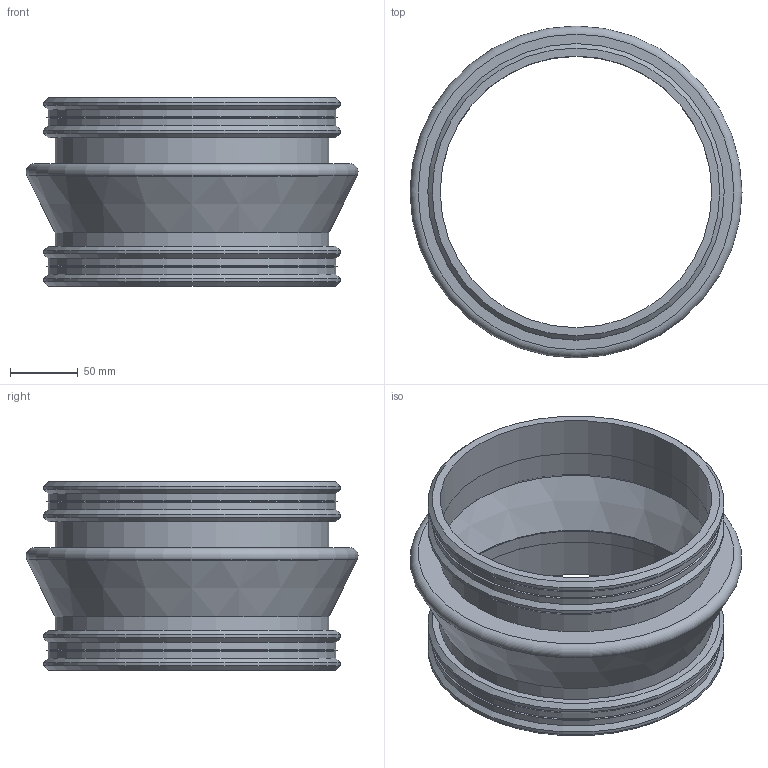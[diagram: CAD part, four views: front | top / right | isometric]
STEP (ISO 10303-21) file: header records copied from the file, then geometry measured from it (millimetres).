
FILE_DESCRIPTION(/* description */ (''),/* implementation_level */ '2;1');
FILE_NAME(/* name */ '305219 BFM Weighing Bellows 200mm Dia x 80mm L v0.step',/* time_stamp */ '2024-03-05T10:13:06+13:00',/* author */ (''),/* organization */ (''),/* preprocessor_version */ 'ST-DEVELOPER v20',/* originating_system */ 'Autodesk Translation Framework v12.20.1.177',/* authorisation */ '');
FILE_SCHEMA (('AUTOMOTIVE_DESIGN { 1 0 10303 214 3 1 1 }'));
Length unit declared in the file: millimetre
Products named in the file (1): 305219 BFM Weighing Bellows 200mm Dia x 80mm L
Bounding box: 244.52 x 244.52 x 138.8 mm (x, y, z)
Volume: 389082.8 mm3; surface area: 383636.5 mm2
Topology: 2 solids, 2 shells, 46 faces, 87 edges, 50 vertices
Faces by surface type: cone 17, cylinder 16, plane 9, torus 4
Full cylindrical faces by diameter (mm): 200 x4, 201.8 x4, 211.8 x4, 218.4 x4
Entity records: 1247 total; most frequent: DIRECTION 235, CARTESIAN_POINT 184, ORIENTED_EDGE 174, AXIS2_PLACEMENT_3D 101, EDGE_CURVE 87, EDGE_LOOP 55, CIRCLE 54, VERTEX_POINT 50
